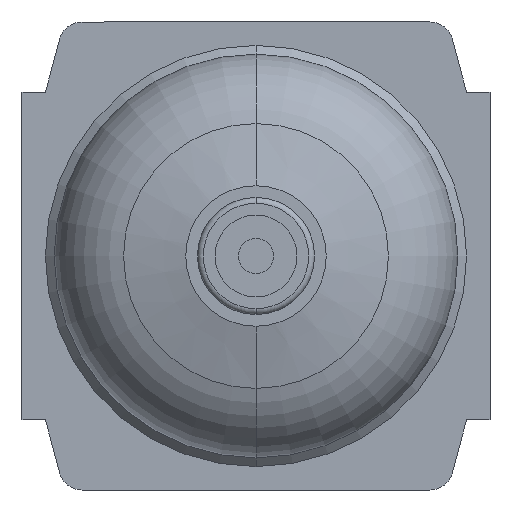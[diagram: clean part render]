
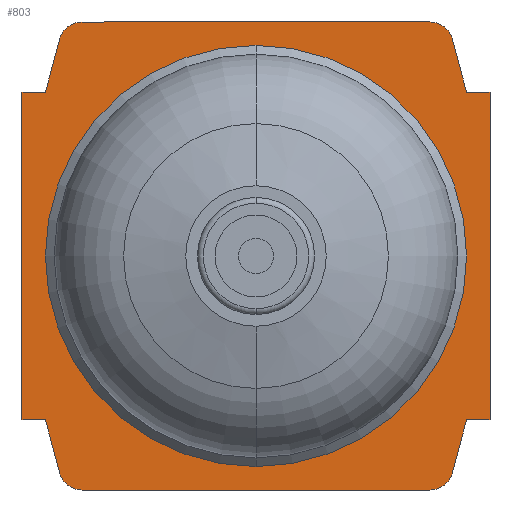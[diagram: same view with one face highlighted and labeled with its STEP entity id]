
A CAD part, front view. The second image highlights one B-rep face of the part: STEP entity #803.
In plain terms, the highlighted planar face has unit normal (0, -1, 0).
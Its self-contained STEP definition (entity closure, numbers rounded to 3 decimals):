
#25 = VERTEX_POINT ( 'NONE', #1070 ) ;
#76 = PLANE ( 'NONE',  #785 ) ;
#83 = LINE ( 'NONE', #2610, #1476 ) ;
#106 = EDGE_CURVE ( 'NONE', #611, #542, #83, .T. ) ;
#247 = ORIENTED_EDGE ( 'NONE', *, *, #272, .F. ) ;
#272 = EDGE_CURVE ( 'NONE', #542, #2832, #1055, .T. ) ;
#325 = LINE ( 'NONE', #2685, #1634 ) ;
#329 = ORIENTED_EDGE ( 'NONE', *, *, #1279, .F. ) ;
#337 = DIRECTION ( 'NONE',  ( 0., 0., 1. ) ) ;
#361 = CARTESIAN_POINT ( 'NONE',  ( -18., -23., 14. ) ) ;
#381 = ORIENTED_EDGE ( 'NONE', *, *, #1203, .T. ) ;
#387 = LINE ( 'NONE', #617, #2406 ) ;
#420 = CARTESIAN_POINT ( 'NONE',  ( 16.79, -23., 18.518 ) ) ;
#461 = LINE ( 'NONE', #2018, #3104 ) ;
#470 = ORIENTED_EDGE ( 'NONE', *, *, #2471, .T. ) ;
#499 = CARTESIAN_POINT ( 'NONE',  ( 20., -23., 14. ) ) ;
#514 = EDGE_CURVE ( 'NONE', #2599, #2770, #325, .T. ) ;
#542 = VERTEX_POINT ( 'NONE', #555 ) ;
#555 = CARTESIAN_POINT ( 'NONE',  ( -18., -23., -14. ) ) ;
#599 = EDGE_CURVE ( 'NONE', #2980, #2967, #1385, .T. ) ;
#611 = VERTEX_POINT ( 'NONE', #2884 ) ;
#617 = CARTESIAN_POINT ( 'NONE',  ( 20., -23., -14. ) ) ;
#656 = DIRECTION ( 'NONE',  ( -1., 0., 0. ) ) ;
#692 = ORIENTED_EDGE ( 'NONE', *, *, #2886, .F. ) ;
#695 = VECTOR ( 'NONE', #2219, 1000. ) ;
#728 = CARTESIAN_POINT ( 'NONE',  ( -16.392, -23., 20. ) ) ;
#738 = DIRECTION ( 'NONE',  ( 0., -1., 0. ) ) ;
#760 = DIRECTION ( 'NONE',  ( 0., -1., 0. ) ) ;
#785 = AXIS2_PLACEMENT_3D ( 'NONE', #1375, #1910, #337 ) ;
#803 = ADVANCED_FACE ( 'NONE', ( #2195 ), #76, .F. ) ;
#841 = CARTESIAN_POINT ( 'NONE',  ( -20., -23., 14. ) ) ;
#857 = EDGE_CURVE ( 'NONE', #1457, #3014, #3085, .T. ) ;
#911 = LINE ( 'NONE', #728, #2260 ) ;
#965 = VECTOR ( 'NONE', #1638, 1000. ) ;
#976 = EDGE_CURVE ( 'NONE', #1480, #2449, #1343, .T. ) ;
#1008 = CARTESIAN_POINT ( 'NONE',  ( 20., -23., -14. ) ) ;
#1030 = AXIS2_PLACEMENT_3D ( 'NONE', #1295, #3140, #1563 ) ;
#1041 = VERTEX_POINT ( 'NONE', #1257 ) ;
#1055 = LINE ( 'NONE', #1008, #1769 ) ;
#1070 = CARTESIAN_POINT ( 'NONE',  ( -14.858, -23., -20. ) ) ;
#1135 = ORIENTED_EDGE ( 'NONE', *, *, #2272, .T. ) ;
#1183 = ORIENTED_EDGE ( 'NONE', *, *, #857, .T. ) ;
#1203 = EDGE_CURVE ( 'NONE', #1041, #2980, #2550, .T. ) ;
#1229 = CARTESIAN_POINT ( 'NONE',  ( 14.858, -23., -20. ) ) ;
#1256 = CARTESIAN_POINT ( 'NONE',  ( 18., -23., -14. ) ) ;
#1257 = CARTESIAN_POINT ( 'NONE',  ( 18., -23., 14. ) ) ;
#1279 = EDGE_CURVE ( 'NONE', #3319, #25, #1678, .T. ) ;
#1295 = CARTESIAN_POINT ( 'NONE',  ( 14.858, -23., 18. ) ) ;
#1343 = LINE ( 'NONE', #1777, #2670 ) ;
#1348 = DIRECTION ( 'NONE',  ( -0.259, 0., 0.966 ) ) ;
#1369 = CARTESIAN_POINT ( 'NONE',  ( -16.392, -23., -20. ) ) ;
#1375 = CARTESIAN_POINT ( 'NONE',  ( 20., -23., 14. ) ) ;
#1385 = CIRCLE ( 'NONE', #1030, 2. ) ;
#1405 = CARTESIAN_POINT ( 'NONE',  ( -20., -23., -14. ) ) ;
#1415 = CARTESIAN_POINT ( 'NONE',  ( -20., -23., 14. ) ) ;
#1457 = VERTEX_POINT ( 'NONE', #2052 ) ;
#1476 = VECTOR ( 'NONE', #1704, 1000. ) ;
#1480 = VERTEX_POINT ( 'NONE', #1256 ) ;
#1487 = CARTESIAN_POINT ( 'NONE',  ( -14.858, -23., 20. ) ) ;
#1529 = DIRECTION ( 'NONE',  ( 0., -1., 0. ) ) ;
#1538 = CIRCLE ( 'NONE', #1567, 2. ) ;
#1545 = ORIENTED_EDGE ( 'NONE', *, *, #599, .T. ) ;
#1563 = DIRECTION ( 'NONE',  ( 0., 0., 1. ) ) ;
#1567 = AXIS2_PLACEMENT_3D ( 'NONE', #2339, #738, #2602 ) ;
#1595 = ORIENTED_EDGE ( 'NONE', *, *, #976, .F. ) ;
#1634 = VECTOR ( 'NONE', #1909, 1000. ) ;
#1638 = DIRECTION ( 'NONE',  ( -1., 0., 0. ) ) ;
#1678 = LINE ( 'NONE', #1369, #965 ) ;
#1704 = DIRECTION ( 'NONE',  ( -0.259, 0., 0.966 ) ) ;
#1769 = VECTOR ( 'NONE', #656, 1000. ) ;
#1777 = CARTESIAN_POINT ( 'NONE',  ( 16.392, -23., -20. ) ) ;
#1848 = VECTOR ( 'NONE', #2217, 1000. ) ;
#1895 = AXIS2_PLACEMENT_3D ( 'NONE', #3110, #1529, #3373 ) ;
#1896 = VERTEX_POINT ( 'NONE', #1487 ) ;
#1902 = CARTESIAN_POINT ( 'NONE',  ( 20., -23., -14. ) ) ;
#1909 = DIRECTION ( 'NONE',  ( 0., 0., -1. ) ) ;
#1910 = DIRECTION ( 'NONE',  ( 0., 1., 0. ) ) ;
#1914 = ORIENTED_EDGE ( 'NONE', *, *, #106, .F. ) ;
#1979 = EDGE_CURVE ( 'NONE', #2967, #1896, #911, .T. ) ;
#2001 = EDGE_CURVE ( 'NONE', #611, #25, #1538, .T. ) ;
#2018 = CARTESIAN_POINT ( 'NONE',  ( 20., -23., 14. ) ) ;
#2036 = LINE ( 'NONE', #1415, #695 ) ;
#2052 = CARTESIAN_POINT ( 'NONE',  ( -16.79, -23., 18.518 ) ) ;
#2061 = DIRECTION ( 'NONE',  ( -1., 0., 0. ) ) ;
#2079 = ORIENTED_EDGE ( 'NONE', *, *, #514, .F. ) ;
#2130 = LINE ( 'NONE', #2752, #2824 ) ;
#2195 = FACE_OUTER_BOUND ( 'NONE', #2241, .T. ) ;
#2217 = DIRECTION ( 'NONE',  ( -0.259, 0., -0.966 ) ) ;
#2219 = DIRECTION ( 'NONE',  ( 0., 0., -1. ) ) ;
#2228 = DIRECTION ( 'NONE',  ( -1., 0., 0. ) ) ;
#2237 = ORIENTED_EDGE ( 'NONE', *, *, #2001, .T. ) ;
#2241 = EDGE_LOOP ( 'NONE', ( #329, #470, #1595, #692, #2079, #3299, #381, #1545, #2812, #2828, #1183, #1135, #2420, #247, #1914, #2237 ) ) ;
#2260 = VECTOR ( 'NONE', #2061, 1000. ) ;
#2272 = EDGE_CURVE ( 'NONE', #3014, #2766, #2130, .T. ) ;
#2339 = CARTESIAN_POINT ( 'NONE',  ( -14.858, -23., -18. ) ) ;
#2360 = CARTESIAN_POINT ( 'NONE',  ( -14.858, -23., 18. ) ) ;
#2404 = EDGE_CURVE ( 'NONE', #2599, #1041, #461, .T. ) ;
#2406 = VECTOR ( 'NONE', #2228, 1000. ) ;
#2420 = ORIENTED_EDGE ( 'NONE', *, *, #3138, .T. ) ;
#2449 = VERTEX_POINT ( 'NONE', #3354 ) ;
#2467 = VECTOR ( 'NONE', #1348, 1000. ) ;
#2471 = EDGE_CURVE ( 'NONE', #3319, #2449, #2856, .T. ) ;
#2550 = LINE ( 'NONE', #2669, #2467 ) ;
#2574 = EDGE_CURVE ( 'NONE', #1896, #1457, #2781, .T. ) ;
#2599 = VERTEX_POINT ( 'NONE', #499 ) ;
#2602 = DIRECTION ( 'NONE',  ( 0., 0., 1. ) ) ;
#2610 = CARTESIAN_POINT ( 'NONE',  ( -18., -23., -14. ) ) ;
#2621 = DIRECTION ( 'NONE',  ( 0., 0., 1. ) ) ;
#2669 = CARTESIAN_POINT ( 'NONE',  ( 16.392, -23., 20. ) ) ;
#2670 = VECTOR ( 'NONE', #3089, 1000. ) ;
#2685 = CARTESIAN_POINT ( 'NONE',  ( 20., -23., 14. ) ) ;
#2752 = CARTESIAN_POINT ( 'NONE',  ( 20., -23., 14. ) ) ;
#2766 = VERTEX_POINT ( 'NONE', #841 ) ;
#2770 = VERTEX_POINT ( 'NONE', #1902 ) ;
#2781 = CIRCLE ( 'NONE', #2783, 2. ) ;
#2783 = AXIS2_PLACEMENT_3D ( 'NONE', #2360, #760, #2621 ) ;
#2785 = CARTESIAN_POINT ( 'NONE',  ( 14.858, -23., 20. ) ) ;
#2812 = ORIENTED_EDGE ( 'NONE', *, *, #1979, .T. ) ;
#2824 = VECTOR ( 'NONE', #3269, 1000. ) ;
#2828 = ORIENTED_EDGE ( 'NONE', *, *, #2574, .T. ) ;
#2832 = VERTEX_POINT ( 'NONE', #1405 ) ;
#2856 = CIRCLE ( 'NONE', #1895, 2. ) ;
#2884 = CARTESIAN_POINT ( 'NONE',  ( -16.79, -23., -18.518 ) ) ;
#2886 = EDGE_CURVE ( 'NONE', #2770, #1480, #387, .T. ) ;
#2963 = CARTESIAN_POINT ( 'NONE',  ( -18., -23., 14. ) ) ;
#2967 = VERTEX_POINT ( 'NONE', #2785 ) ;
#2980 = VERTEX_POINT ( 'NONE', #420 ) ;
#3014 = VERTEX_POINT ( 'NONE', #2963 ) ;
#3072 = DIRECTION ( 'NONE',  ( -1., 0., 0. ) ) ;
#3085 = LINE ( 'NONE', #361, #1848 ) ;
#3089 = DIRECTION ( 'NONE',  ( -0.259, 0., -0.966 ) ) ;
#3104 = VECTOR ( 'NONE', #3072, 1000. ) ;
#3110 = CARTESIAN_POINT ( 'NONE',  ( 14.858, -23., -18. ) ) ;
#3138 = EDGE_CURVE ( 'NONE', #2766, #2832, #2036, .T. ) ;
#3140 = DIRECTION ( 'NONE',  ( 0., -1., 0. ) ) ;
#3269 = DIRECTION ( 'NONE',  ( -1., 0., 0. ) ) ;
#3299 = ORIENTED_EDGE ( 'NONE', *, *, #2404, .T. ) ;
#3319 = VERTEX_POINT ( 'NONE', #1229 ) ;
#3354 = CARTESIAN_POINT ( 'NONE',  ( 16.79, -23., -18.518 ) ) ;
#3373 = DIRECTION ( 'NONE',  ( 0., 0., 1. ) ) ;
